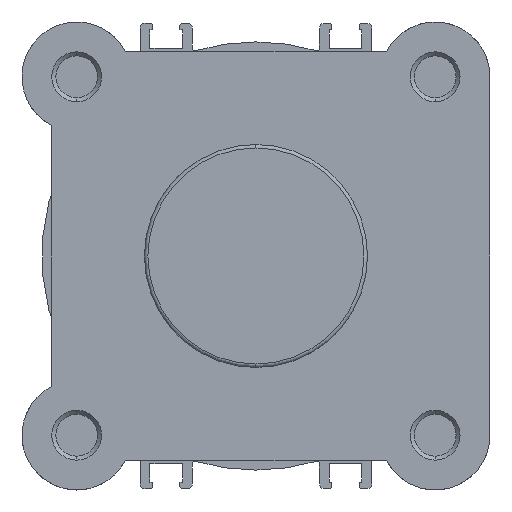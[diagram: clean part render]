
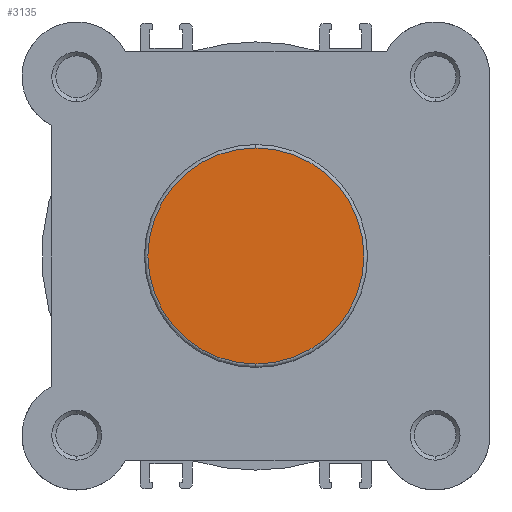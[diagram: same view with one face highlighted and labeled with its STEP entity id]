
A CAD part, left-side view. The second image highlights one B-rep face of the part: STEP entity #3135.
In plain terms, the highlighted planar face has unit normal (-1, 0, 0).
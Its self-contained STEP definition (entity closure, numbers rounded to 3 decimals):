
#113 = EDGE_LOOP ( 'NONE', ( #6598, #6676 ) ) ;
#1147 = FACE_OUTER_BOUND ( 'NONE', #113, .T. ) ;
#1887 = CARTESIAN_POINT ( 'NONE',  ( 0., 22.4, 0. ) ) ;
#1888 = PLANE ( 'NONE',  #3968 ) ;
#1890 = DIRECTION ( 'NONE',  ( 1., 0., 0. ) ) ;
#1891 = DIRECTION ( 'NONE',  ( 0., 0., -1. ) ) ;
#2694 = VERTEX_POINT ( 'NONE', #6907 ) ;
#2753 = VERTEX_POINT ( 'NONE', #6796 ) ;
#3135 = ADVANCED_FACE ( 'NONE', ( #1147 ), #1888, .F. ) ;
#3600 = EDGE_CURVE ( 'NONE', #2753, #2694, #4934, .T. ) ;
#3763 = EDGE_CURVE ( 'NONE', #2694, #2753, #5177, .T. ) ;
#3968 = AXIS2_PLACEMENT_3D ( 'NONE', #1887, #1890, #1891 ) ;
#4210 = AXIS2_PLACEMENT_3D ( 'NONE', #5775, #5776, #5777 ) ;
#4294 = AXIS2_PLACEMENT_3D ( 'NONE', #6177, #6184, #6185 ) ;
#4934 = CIRCLE ( 'NONE', #4210, 21.7 ) ;
#5177 = CIRCLE ( 'NONE', #4294, 21.7 ) ;
#5775 = CARTESIAN_POINT ( 'NONE',  ( 0., 0., 0. ) ) ;
#5776 = DIRECTION ( 'NONE',  ( -1., 0., 0. ) ) ;
#5777 = DIRECTION ( 'NONE',  ( 0., 0., -1. ) ) ;
#6177 = CARTESIAN_POINT ( 'NONE',  ( 0., 0., 0. ) ) ;
#6184 = DIRECTION ( 'NONE',  ( -1., 0., 0. ) ) ;
#6185 = DIRECTION ( 'NONE',  ( 0., 0., -1. ) ) ;
#6598 = ORIENTED_EDGE ( 'NONE', *, *, #3763, .T. ) ;
#6676 = ORIENTED_EDGE ( 'NONE', *, *, #3600, .T. ) ;
#6796 = CARTESIAN_POINT ( 'NONE',  ( 0., 0., 21.7 ) ) ;
#6907 = CARTESIAN_POINT ( 'NONE',  ( 0., 0., -21.7 ) ) ;
